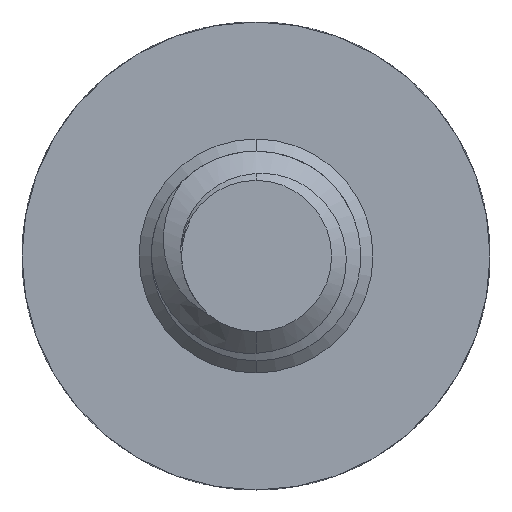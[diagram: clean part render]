
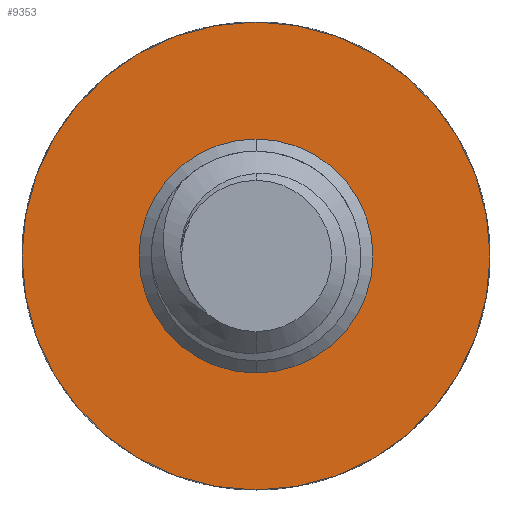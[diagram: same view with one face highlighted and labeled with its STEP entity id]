
A CAD part, front view. The second image highlights one B-rep face of the part: STEP entity #9353.
In plain terms, the highlighted planar face has unit normal (0, -1, 0).
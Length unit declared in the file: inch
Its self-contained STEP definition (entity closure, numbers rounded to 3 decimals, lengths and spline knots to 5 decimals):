
#264 = CARTESIAN_POINT ( 'NONE',  ( 0., 0., 0.125 ) ) ;
#267 = CARTESIAN_POINT ( 'NONE',  ( 0., 0., -0.125 ) ) ;
#269 = CARTESIAN_POINT ( 'NONE',  ( 0., 0., 0.0625 ) ) ;
#549 = CARTESIAN_POINT ( 'NONE',  ( 0., 0., -0.0625 ) ) ;
#2543 = CIRCLE ( 'NONE', #4148, 0.0625 ) ;
#2551 = CIRCLE ( 'NONE', #4158, 0.125 ) ;
#2615 = CIRCLE ( 'NONE', #4220, 0.125 ) ;
#2617 = CIRCLE ( 'NONE', #4222, 0.0625 ) ;
#2918 = FACE_BOUND ( 'NONE', #5672, .T. ) ;
#2923 = FACE_OUTER_BOUND ( 'NONE', #5671, .T. ) ;
#3692 = EDGE_CURVE ( 'NONE', #5185, #5068, #2543, .T. ) ;
#3702 = EDGE_CURVE ( 'NONE', #5187, #5190, #2551, .T. ) ;
#3765 = EDGE_CURVE ( 'NONE', #5190, #5187, #2615, .T. ) ;
#3770 = EDGE_CURVE ( 'NONE', #5068, #5185, #2617, .T. ) ;
#4148 = AXIS2_PLACEMENT_3D ( 'NONE', #10108, #10093, #10085 ) ;
#4158 = AXIS2_PLACEMENT_3D ( 'NONE', #9817, #9803, #9801 ) ;
#4220 = AXIS2_PLACEMENT_3D ( 'NONE', #10455, #10454, #10451 ) ;
#4222 = AXIS2_PLACEMENT_3D ( 'NONE', #10437, #10434, #10432 ) ;
#4358 = AXIS2_PLACEMENT_3D ( 'NONE', #6359, #6364, #6365 ) ;
#5068 = VERTEX_POINT ( 'NONE', #549 ) ;
#5185 = VERTEX_POINT ( 'NONE', #269 ) ;
#5187 = VERTEX_POINT ( 'NONE', #267 ) ;
#5190 = VERTEX_POINT ( 'NONE', #264 ) ;
#5671 = EDGE_LOOP ( 'NONE', ( #7834, #7835 ) ) ;
#5672 = EDGE_LOOP ( 'NONE', ( #7832, #7833 ) ) ;
#6357 = PLANE ( 'NONE',  #4358 ) ;
#6359 = CARTESIAN_POINT ( 'NONE',  ( 0., 0., 0. ) ) ;
#6364 = DIRECTION ( 'NONE',  ( 0., 1., 0. ) ) ;
#6365 = DIRECTION ( 'NONE',  ( 0., 0., 1. ) ) ;
#7832 = ORIENTED_EDGE ( 'NONE', *, *, #3770, .F. ) ;
#7833 = ORIENTED_EDGE ( 'NONE', *, *, #3692, .F. ) ;
#7834 = ORIENTED_EDGE ( 'NONE', *, *, #3702, .F. ) ;
#7835 = ORIENTED_EDGE ( 'NONE', *, *, #3765, .F. ) ;
#9353 = ADVANCED_FACE ( 'NONE', ( #2918, #2923 ), #6357, .F. ) ;
#9801 = DIRECTION ( 'NONE',  ( 0., 0., 1. ) ) ;
#9803 = DIRECTION ( 'NONE',  ( 0., 1., 0. ) ) ;
#9817 = CARTESIAN_POINT ( 'NONE',  ( 0., 0., 0. ) ) ;
#10085 = DIRECTION ( 'NONE',  ( 0., 0., -1. ) ) ;
#10093 = DIRECTION ( 'NONE',  ( 0., -1., 0. ) ) ;
#10108 = CARTESIAN_POINT ( 'NONE',  ( 0., 0., 0. ) ) ;
#10432 = DIRECTION ( 'NONE',  ( 0., 0., -1. ) ) ;
#10434 = DIRECTION ( 'NONE',  ( 0., -1., 0. ) ) ;
#10437 = CARTESIAN_POINT ( 'NONE',  ( 0., 0., 0. ) ) ;
#10451 = DIRECTION ( 'NONE',  ( 0., 0., 1. ) ) ;
#10454 = DIRECTION ( 'NONE',  ( 0., 1., 0. ) ) ;
#10455 = CARTESIAN_POINT ( 'NONE',  ( 0., 0., 0. ) ) ;
